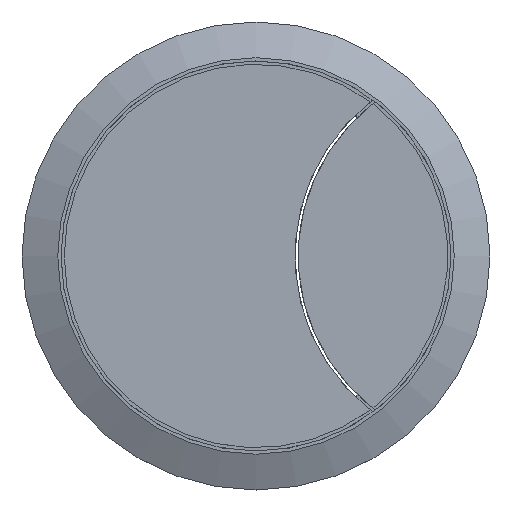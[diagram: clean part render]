
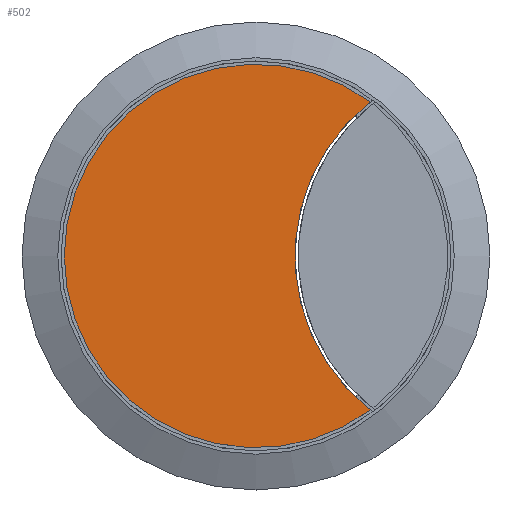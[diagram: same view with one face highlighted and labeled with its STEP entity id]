
A CAD part, top view. The second image highlights one B-rep face of the part: STEP entity #502.
In plain terms, the highlighted planar face has unit normal (0, 0, 1).
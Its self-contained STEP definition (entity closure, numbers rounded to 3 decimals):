
#24=PLANE('',#586);
#102=FACE_OUTER_BOUND('',#133,.T.);
#133=EDGE_LOOP('',(#407,#408));
#183=CIRCLE('',#580,30.);
#188=CIRCLE('',#587,29.5);
#239=VERTEX_POINT('',#905);
#240=VERTEX_POINT('',#907);
#298=EDGE_CURVE('',#240,#239,#183,.T.);
#304=EDGE_CURVE('',#239,#240,#188,.T.);
#407=ORIENTED_EDGE('',*,*,#298,.T.);
#408=ORIENTED_EDGE('',*,*,#304,.T.);
#502=ADVANCED_FACE('',(#102),#24,.T.);
#580=AXIS2_PLACEMENT_3D('',#908,#721,#722);
#586=AXIS2_PLACEMENT_3D('',#917,#734,#735);
#587=AXIS2_PLACEMENT_3D('',#918,#736,#737);
#721=DIRECTION('center_axis',(0.,0.,-1.));
#722=DIRECTION('ref_axis',(-0.6,0.8,0.));
#734=DIRECTION('center_axis',(0.,0.,1.));
#735=DIRECTION('ref_axis',(1.,0.,0.));
#736=DIRECTION('center_axis',(0.,0.,1.));
#737=DIRECTION('ref_axis',(-1.,0.,0.));
#905=CARTESIAN_POINT('',(17.587,23.684,3.));
#907=CARTESIAN_POINT('',(17.587,-23.684,3.));
#908=CARTESIAN_POINT('Origin',(36.,0.,3.));
#917=CARTESIAN_POINT('Origin',(0.,0.,3.));
#918=CARTESIAN_POINT('Origin',(0.,0.,3.));
